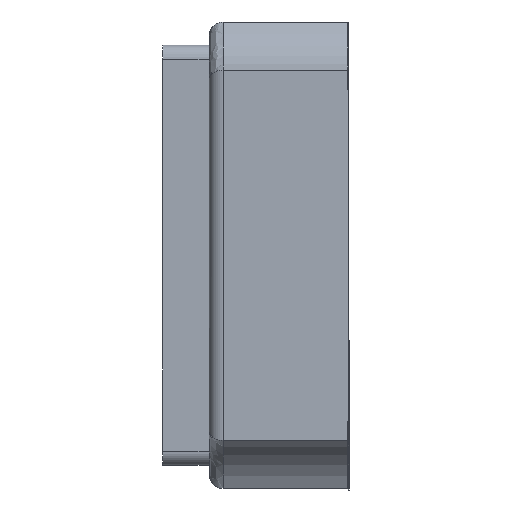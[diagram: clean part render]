
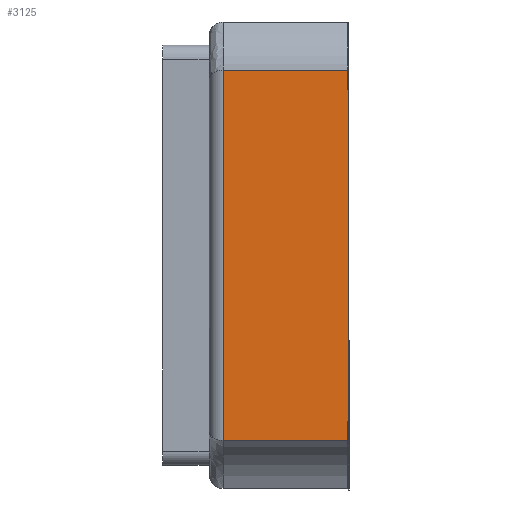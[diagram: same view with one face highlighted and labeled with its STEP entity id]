
A CAD part, left-side view. The second image highlights one B-rep face of the part: STEP entity #3125.
In plain terms, the highlighted planar face has unit normal (-1, 0, 0).
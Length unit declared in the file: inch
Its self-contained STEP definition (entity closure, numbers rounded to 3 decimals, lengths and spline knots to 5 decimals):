
#20 = CARTESIAN_POINT ( 'NONE',  ( -0.063, 0.02625, -0.03888 ) ) ;
#53 = LINE ( 'NONE', #1424, #2341 ) ;
#54 = DIRECTION ( 'NONE',  ( 0., -1., 0. ) ) ;
#80 = DIRECTION ( 'NONE',  ( 0., 1., 0. ) ) ;
#210 = DIRECTION ( 'NONE',  ( 0., 0., -1. ) ) ;
#280 = CARTESIAN_POINT ( 'NONE',  ( -0.063, 0.039, 0.03888 ) ) ;
#319 = DIRECTION ( 'NONE',  ( 0., 0., -1. ) ) ;
#432 = LINE ( 'NONE', #2254, #2417 ) ;
#634 = CARTESIAN_POINT ( 'NONE',  ( -0.063, 0.0002, -0.03888 ) ) ;
#641 = EDGE_CURVE ( 'NONE', #1009, #3385, #4347, .T. ) ;
#650 = ORIENTED_EDGE ( 'NONE', *, *, #2276, .F. ) ;
#652 = PLANE ( 'NONE',  #923 ) ;
#687 = EDGE_CURVE ( 'NONE', #1562, #2175, #3813, .T. ) ;
#766 = CARTESIAN_POINT ( 'NONE',  ( -0.063, 0.0002, 0.03488 ) ) ;
#775 = DIRECTION ( 'NONE',  ( 0., 0., 1. ) ) ;
#783 = DIRECTION ( 'NONE',  ( 0., 0., -1. ) ) ;
#876 = VERTEX_POINT ( 'NONE', #634 ) ;
#923 = AXIS2_PLACEMENT_3D ( 'NONE', #3725, #2737, #319 ) ;
#1009 = VERTEX_POINT ( 'NONE', #3781 ) ;
#1065 = EDGE_LOOP ( 'NONE', ( #3612, #3269, #4260, #2316, #3552, #3143, #650, #3009 ) ) ;
#1067 = LINE ( 'NONE', #4112, #4290 ) ;
#1370 = FACE_OUTER_BOUND ( 'NONE', #1065, .T. ) ;
#1411 = CARTESIAN_POINT ( 'NONE',  ( -0.063, 0.0002, -0.049 ) ) ;
#1424 = CARTESIAN_POINT ( 'NONE',  ( -0.063, 0.02625, -0.049 ) ) ;
#1435 = LINE ( 'NONE', #1411, #4296 ) ;
#1502 = VECTOR ( 'NONE', #80, 39.37008 ) ;
#1522 = CARTESIAN_POINT ( 'NONE',  ( -0.063, 0., -0.03488 ) ) ;
#1562 = VERTEX_POINT ( 'NONE', #766 ) ;
#1803 = LINE ( 'NONE', #3197, #1502 ) ;
#1924 = DIRECTION ( 'NONE',  ( 0., -1., 0. ) ) ;
#2145 = EDGE_CURVE ( 'NONE', #3251, #1009, #53, .T. ) ;
#2175 = VERTEX_POINT ( 'NONE', #2503 ) ;
#2254 = CARTESIAN_POINT ( 'NONE',  ( -0.063, 0.039, -0.03888 ) ) ;
#2276 = EDGE_CURVE ( 'NONE', #3385, #1562, #3308, .T. ) ;
#2316 = ORIENTED_EDGE ( 'NONE', *, *, #2716, .F. ) ;
#2341 = VECTOR ( 'NONE', #775, 39.37008 ) ;
#2343 = VECTOR ( 'NONE', #210, 39.37008 ) ;
#2417 = VECTOR ( 'NONE', #1924, 39.37008 ) ;
#2443 = EDGE_CURVE ( 'NONE', #3251, #876, #432, .T. ) ;
#2503 = CARTESIAN_POINT ( 'NONE',  ( -0.063, 0., 0.03488 ) ) ;
#2716 = EDGE_CURVE ( 'NONE', #3939, #4010, #1803, .T. ) ;
#2737 = DIRECTION ( 'NONE',  ( 1., 0., 0. ) ) ;
#2773 = EDGE_CURVE ( 'NONE', #2175, #3939, #1067, .T. ) ;
#3009 = ORIENTED_EDGE ( 'NONE', *, *, #641, .F. ) ;
#3125 = ADVANCED_FACE ( 'NONE', ( #1370 ), #652, .F. ) ;
#3128 = DIRECTION ( 'NONE',  ( 0., 0., -1. ) ) ;
#3143 = ORIENTED_EDGE ( 'NONE', *, *, #687, .F. ) ;
#3197 = CARTESIAN_POINT ( 'NONE',  ( -0.063, 0.039, -0.03488 ) ) ;
#3251 = VERTEX_POINT ( 'NONE', #20 ) ;
#3269 = ORIENTED_EDGE ( 'NONE', *, *, #2443, .T. ) ;
#3308 = LINE ( 'NONE', #4387, #2343 ) ;
#3363 = DIRECTION ( 'NONE',  ( 0., -1., 0. ) ) ;
#3385 = VERTEX_POINT ( 'NONE', #3803 ) ;
#3450 = CARTESIAN_POINT ( 'NONE',  ( -0.063, 0.039, 0.03488 ) ) ;
#3539 = EDGE_CURVE ( 'NONE', #4010, #876, #1435, .T. ) ;
#3552 = ORIENTED_EDGE ( 'NONE', *, *, #2773, .F. ) ;
#3612 = ORIENTED_EDGE ( 'NONE', *, *, #2145, .F. ) ;
#3725 = CARTESIAN_POINT ( 'NONE',  ( -0.063, 0.039, -0.049 ) ) ;
#3781 = CARTESIAN_POINT ( 'NONE',  ( -0.063, 0.02625, 0.03888 ) ) ;
#3803 = CARTESIAN_POINT ( 'NONE',  ( -0.063, 0.0002, 0.03888 ) ) ;
#3813 = LINE ( 'NONE', #3450, #4262 ) ;
#3887 = CARTESIAN_POINT ( 'NONE',  ( -0.063, 0.0002, -0.03488 ) ) ;
#3939 = VERTEX_POINT ( 'NONE', #1522 ) ;
#3971 = VECTOR ( 'NONE', #3363, 39.37008 ) ;
#4010 = VERTEX_POINT ( 'NONE', #3887 ) ;
#4112 = CARTESIAN_POINT ( 'NONE',  ( -0.063, 0., -0.049 ) ) ;
#4260 = ORIENTED_EDGE ( 'NONE', *, *, #3539, .F. ) ;
#4262 = VECTOR ( 'NONE', #54, 39.37008 ) ;
#4290 = VECTOR ( 'NONE', #3128, 39.37008 ) ;
#4296 = VECTOR ( 'NONE', #783, 39.37008 ) ;
#4347 = LINE ( 'NONE', #280, #3971 ) ;
#4387 = CARTESIAN_POINT ( 'NONE',  ( -0.063, 0.0002, -0.049 ) ) ;
